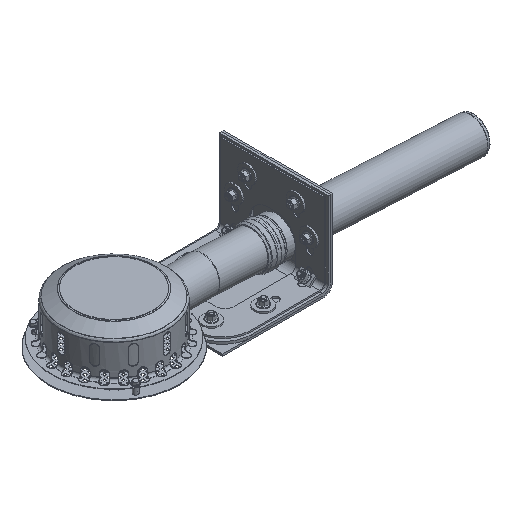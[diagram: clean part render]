
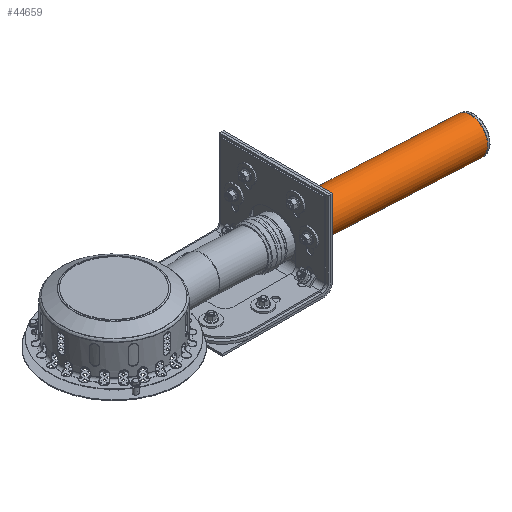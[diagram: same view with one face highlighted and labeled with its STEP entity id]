
A CAD part, isometric view. The second image highlights one B-rep face of the part: STEP entity #44659.
In plain terms, the highlighted cylindrical face has radius 365 mm (diameter 730 mm), a full revolution.
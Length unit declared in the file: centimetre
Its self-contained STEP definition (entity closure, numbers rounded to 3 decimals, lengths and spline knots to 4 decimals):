
#1843=CYLINDRICAL_SURFACE('',#47247,36.5);
#2256=FACE_OUTER_BOUND('',#4581,.T.);
#4581=EDGE_LOOP('',(#30452,#30453,#30454,#30455,#30456));
#7727=CIRCLE('',#47245,36.5);
#7728=CIRCLE('',#47246,36.5);
#7729=CIRCLE('',#47248,36.5);
#8505=LINE('',#62473,#13738);
#13738=VECTOR('',#51024,36.5);
#19000=VERTEX_POINT('',#62465);
#19001=VERTEX_POINT('',#62467);
#19002=VERTEX_POINT('',#62471);
#23470=EDGE_CURVE('',#19001,#19000,#7727,.T.);
#23471=EDGE_CURVE('',#19000,#19001,#7728,.T.);
#23472=EDGE_CURVE('',#19002,#19002,#7729,.T.);
#23473=EDGE_CURVE('',#19002,#19001,#8505,.T.);
#30452=ORIENTED_EDGE('',*,*,#23472,.F.);
#30453=ORIENTED_EDGE('',*,*,#23473,.T.);
#30454=ORIENTED_EDGE('',*,*,#23470,.T.);
#30455=ORIENTED_EDGE('',*,*,#23471,.T.);
#30456=ORIENTED_EDGE('',*,*,#23473,.F.);
#44659=ADVANCED_FACE('',(#2256),#1843,.T.);
#47245=AXIS2_PLACEMENT_3D('',#62468,#51016,#51017);
#47246=AXIS2_PLACEMENT_3D('',#62469,#51018,#51019);
#47247=AXIS2_PLACEMENT_3D('',#62470,#51020,#51021);
#47248=AXIS2_PLACEMENT_3D('',#62472,#51022,#51023);
#51016=DIRECTION('center_axis',(0.999,0.,
-0.052));
#51017=DIRECTION('ref_axis',(-0.052,0.,
-0.999));
#51018=DIRECTION('center_axis',(0.999,0.,
-0.052));
#51019=DIRECTION('ref_axis',(-0.052,0.,
-0.999));
#51020=DIRECTION('center_axis',(0.999,0.,
-0.052));
#51021=DIRECTION('ref_axis',(-0.052,0.,
-0.999));
#51022=DIRECTION('center_axis',(0.999,0.,
-0.052));
#51023=DIRECTION('ref_axis',(-0.052,0.,
-0.999));
#51024=DIRECTION('',(-0.999,0.,0.052));
#62465=CARTESIAN_POINT('',(2119.4546,473.5891,261.7409));
#62467=CARTESIAN_POINT('',(2121.3649,510.0891,298.1909));
#62468=CARTESIAN_POINT('Origin',(2119.4546,510.0891,261.7409));
#62469=CARTESIAN_POINT('Origin',(2119.4546,510.0891,261.7409));
#62470=CARTESIAN_POINT('Origin',(2282.3912,510.0891,253.2017));
#62471=CARTESIAN_POINT('',(2447.2381,510.0891,281.1126));
#62472=CARTESIAN_POINT('Origin',(2445.3278,510.0891,244.6626));
#62473=CARTESIAN_POINT('',(2284.3015,510.0891,289.6517));
